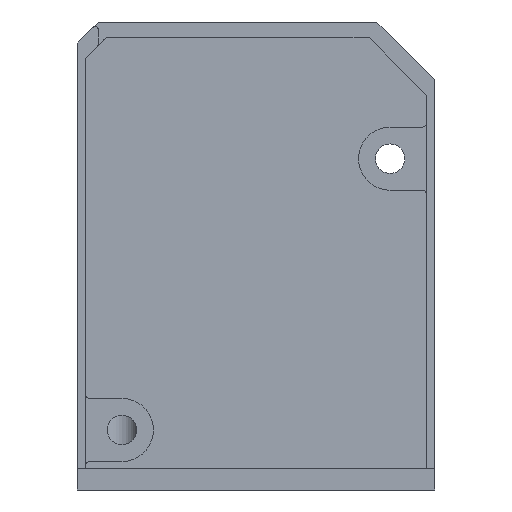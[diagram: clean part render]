
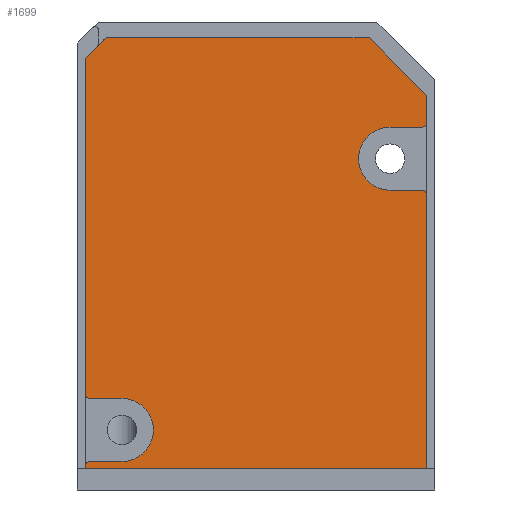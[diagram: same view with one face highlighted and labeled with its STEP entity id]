
A CAD part, front view. The second image highlights one B-rep face of the part: STEP entity #1699.
In plain terms, the highlighted planar face has unit normal (0, -1, 0).
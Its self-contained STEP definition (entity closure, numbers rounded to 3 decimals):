
#23 = LINE ( 'NONE', #2860, #650 ) ;
#26 = ORIENTED_EDGE ( 'NONE', *, *, #2372, .T. ) ;
#28 = DIRECTION ( 'NONE',  ( 0., 0., -1. ) ) ;
#58 = FACE_OUTER_BOUND ( 'NONE', #3014, .T. ) ;
#59 = LINE ( 'NONE', #1325, #1969 ) ;
#64 = VECTOR ( 'NONE', #1270, 1000. ) ;
#73 = ORIENTED_EDGE ( 'NONE', *, *, #3080, .T. ) ;
#109 = CARTESIAN_POINT ( 'NONE',  ( -12.75, -11.5, 2.71 ) ) ;
#116 = AXIS2_PLACEMENT_3D ( 'NONE', #2391, #939, #1676 ) ;
#138 = EDGE_CURVE ( 'NONE', #893, #183, #990, .T. ) ;
#144 = CARTESIAN_POINT ( 'NONE',  ( 10.75, -11.5, 43. ) ) ;
#174 = AXIS2_PLACEMENT_3D ( 'NONE', #1618, #2077, #177 ) ;
#177 = DIRECTION ( 'NONE',  ( 0., 0., 1. ) ) ;
#183 = VERTEX_POINT ( 'NONE', #1415 ) ;
#188 = ORIENTED_EDGE ( 'NONE', *, *, #1168, .T. ) ;
#254 = CIRCLE ( 'NONE', #116, 0.5 ) ;
#306 = AXIS2_PLACEMENT_3D ( 'NONE', #2068, #621, #2310 ) ;
#310 = ORIENTED_EDGE ( 'NONE', *, *, #1670, .T. ) ;
#316 = CARTESIAN_POINT ( 'NONE',  ( -16.25, -11.5, 2. ) ) ;
#369 = LINE ( 'NONE', #2160, #2883 ) ;
#383 = CARTESIAN_POINT ( 'NONE',  ( -16.25, -11.5, 43. ) ) ;
#425 = VERTEX_POINT ( 'NONE', #316 ) ;
#433 = EDGE_CURVE ( 'NONE', #183, #425, #59, .T. ) ;
#453 = VECTOR ( 'NONE', #1213, 1000. ) ;
#461 = CARTESIAN_POINT ( 'NONE',  ( 10.75, -11.5, 43. ) ) ;
#468 = CARTESIAN_POINT ( 'NONE',  ( 15.75, -11.5, 34.5 ) ) ;
#475 = CARTESIAN_POINT ( 'NONE',  ( 16.25, -11.5, 37.5 ) ) ;
#546 = VERTEX_POINT ( 'NONE', #2664 ) ;
#548 = CARTESIAN_POINT ( 'NONE',  ( 12.75, -11.5, 28.5 ) ) ;
#567 = LINE ( 'NONE', #548, #1930 ) ;
#586 = CARTESIAN_POINT ( 'NONE',  ( 16.25, -11.5, 35. ) ) ;
#596 = ORIENTED_EDGE ( 'NONE', *, *, #912, .T. ) ;
#600 = DIRECTION ( 'NONE',  ( -1., 0., 0. ) ) ;
#621 = DIRECTION ( 'NONE',  ( 0., -1., 0. ) ) ;
#650 = VECTOR ( 'NONE', #2123, 1000. ) ;
#655 = ORIENTED_EDGE ( 'NONE', *, *, #138, .T. ) ;
#665 = DIRECTION ( 'NONE',  ( 0., -1., 0. ) ) ;
#692 = AXIS2_PLACEMENT_3D ( 'NONE', #1729, #1504, #762 ) ;
#697 = EDGE_CURVE ( 'NONE', #893, #2639, #988, .T. ) ;
#762 = DIRECTION ( 'NONE',  ( 0., 0., 1. ) ) ;
#793 = CARTESIAN_POINT ( 'NONE',  ( -12.75, -11.5, 2.71 ) ) ;
#817 = ORIENTED_EDGE ( 'NONE', *, *, #2111, .F. ) ;
#820 = ORIENTED_EDGE ( 'NONE', *, *, #2352, .T. ) ;
#852 = ORIENTED_EDGE ( 'NONE', *, *, #2199, .F. ) ;
#854 = ORIENTED_EDGE ( 'NONE', *, *, #2808, .F. ) ;
#866 = LINE ( 'NONE', #144, #1741 ) ;
#879 = EDGE_CURVE ( 'NONE', #2834, #2893, #1106, .T. ) ;
#882 = VERTEX_POINT ( 'NONE', #1575 ) ;
#889 = LINE ( 'NONE', #2433, #1136 ) ;
#893 = VERTEX_POINT ( 'NONE', #1347 ) ;
#912 = EDGE_CURVE ( 'NONE', #930, #2781, #23, .T. ) ;
#930 = VERTEX_POINT ( 'NONE', #2588 ) ;
#938 = CARTESIAN_POINT ( 'NONE',  ( 12.75, -11.5, 34.5 ) ) ;
#939 = DIRECTION ( 'NONE',  ( 0., -1., 0. ) ) ;
#972 = CIRCLE ( 'NONE', #2707, 3. ) ;
#988 = LINE ( 'NONE', #793, #64 ) ;
#990 = CIRCLE ( 'NONE', #2506, 0.5 ) ;
#1005 = DIRECTION ( 'NONE',  ( 0., 0., -1. ) ) ;
#1030 = VERTEX_POINT ( 'NONE', #2618 ) ;
#1036 = EDGE_CURVE ( 'NONE', #2319, #2833, #2366, .T. ) ;
#1054 = VECTOR ( 'NONE', #1612, 1000. ) ;
#1106 = CIRCLE ( 'NONE', #306, 0.5 ) ;
#1126 = DIRECTION ( 'NONE',  ( 0., 0., -1. ) ) ;
#1130 = ORIENTED_EDGE ( 'NONE', *, *, #2181, .T. ) ;
#1136 = VECTOR ( 'NONE', #1261, 1000. ) ;
#1161 = AXIS2_PLACEMENT_3D ( 'NONE', #1665, #2380, #28 ) ;
#1168 = EDGE_CURVE ( 'NONE', #2782, #2256, #866, .T. ) ;
#1173 = LINE ( 'NONE', #1249, #3093 ) ;
#1196 = CARTESIAN_POINT ( 'NONE',  ( -14.25, -11.5, 43. ) ) ;
#1213 = DIRECTION ( 'NONE',  ( -1., 0., 0. ) ) ;
#1249 = CARTESIAN_POINT ( 'NONE',  ( -12.75, -11.5, 8.71 ) ) ;
#1261 = DIRECTION ( 'NONE',  ( 0., 0., 1. ) ) ;
#1270 = DIRECTION ( 'NONE',  ( 1., 0., 0. ) ) ;
#1325 = CARTESIAN_POINT ( 'NONE',  ( -16.25, -11.5, 2. ) ) ;
#1331 = VECTOR ( 'NONE', #1126, 1000. ) ;
#1347 = CARTESIAN_POINT ( 'NONE',  ( -15.75, -11.5, 2.71 ) ) ;
#1381 = ORIENTED_EDGE ( 'NONE', *, *, #879, .T. ) ;
#1400 = CARTESIAN_POINT ( 'NONE',  ( -16.25, -11.5, 2. ) ) ;
#1401 = ORIENTED_EDGE ( 'NONE', *, *, #697, .F. ) ;
#1415 = CARTESIAN_POINT ( 'NONE',  ( -16.25, -11.5, 2.21 ) ) ;
#1504 = DIRECTION ( 'NONE',  ( 0., -1., 0. ) ) ;
#1516 = LINE ( 'NONE', #938, #453 ) ;
#1551 = LINE ( 'NONE', #383, #3062 ) ;
#1575 = CARTESIAN_POINT ( 'NONE',  ( -12.75, -11.5, 8.71 ) ) ;
#1604 = CARTESIAN_POINT ( 'NONE',  ( -16.25, -11.5, 41. ) ) ;
#1612 = DIRECTION ( 'NONE',  ( -0.707, 0., -0.707 ) ) ;
#1618 = CARTESIAN_POINT ( 'NONE',  ( 0., -11.5, 0. ) ) ;
#1665 = CARTESIAN_POINT ( 'NONE',  ( 12.75, -11.5, 31.5 ) ) ;
#1670 = EDGE_CURVE ( 'NONE', #2388, #2834, #2604, .T. ) ;
#1676 = DIRECTION ( 'NONE',  ( 0., 0., 1. ) ) ;
#1699 = ADVANCED_FACE ( 'NONE', ( #58 ), #2576, .F. ) ;
#1729 = CARTESIAN_POINT ( 'NONE',  ( 15.75, -11.5, 35. ) ) ;
#1741 = VECTOR ( 'NONE', #3011, 1000. ) ;
#1792 = ORIENTED_EDGE ( 'NONE', *, *, #2654, .F. ) ;
#1828 = DIRECTION ( 'NONE',  ( -1., 0., 0. ) ) ;
#1868 = CARTESIAN_POINT ( 'NONE',  ( -16.25, -11.5, 41. ) ) ;
#1921 = CARTESIAN_POINT ( 'NONE',  ( 12.75, -11.5, 34.5 ) ) ;
#1930 = VECTOR ( 'NONE', #2701, 1000. ) ;
#1934 = CARTESIAN_POINT ( 'NONE',  ( 16.25, -11.5, 28. ) ) ;
#1948 = EDGE_CURVE ( 'NONE', #2256, #2252, #1551, .T. ) ;
#1969 = VECTOR ( 'NONE', #3005, 1000. ) ;
#2023 = ORIENTED_EDGE ( 'NONE', *, *, #2143, .F. ) ;
#2046 = CARTESIAN_POINT ( 'NONE',  ( -15.75, -11.5, 8.71 ) ) ;
#2068 = CARTESIAN_POINT ( 'NONE',  ( -15.75, -11.5, 9.21 ) ) ;
#2077 = DIRECTION ( 'NONE',  ( 0., 1., 0. ) ) ;
#2095 = VERTEX_POINT ( 'NONE', #1921 ) ;
#2104 = CARTESIAN_POINT ( 'NONE',  ( -15.75, -11.5, 2.21 ) ) ;
#2111 = EDGE_CURVE ( 'NONE', #2319, #2095, #1516, .T. ) ;
#2113 = ORIENTED_EDGE ( 'NONE', *, *, #433, .T. ) ;
#2123 = DIRECTION ( 'NONE',  ( 0., 0., 1. ) ) ;
#2143 = EDGE_CURVE ( 'NONE', #2095, #1030, #2159, .T. ) ;
#2159 = CIRCLE ( 'NONE', #1161, 3. ) ;
#2160 = CARTESIAN_POINT ( 'NONE',  ( -16.25, -11.5, 2. ) ) ;
#2181 = EDGE_CURVE ( 'NONE', #2833, #2782, #889, .T. ) ;
#2199 = EDGE_CURVE ( 'NONE', #2639, #882, #972, .T. ) ;
#2252 = VERTEX_POINT ( 'NONE', #1196 ) ;
#2256 = VERTEX_POINT ( 'NONE', #461 ) ;
#2310 = DIRECTION ( 'NONE',  ( 0., 0., 1. ) ) ;
#2318 = DIRECTION ( 'NONE',  ( 1., 0., 0. ) ) ;
#2319 = VERTEX_POINT ( 'NONE', #468 ) ;
#2352 = EDGE_CURVE ( 'NONE', #425, #930, #369, .T. ) ;
#2366 = CIRCLE ( 'NONE', #692, 0.5 ) ;
#2372 = EDGE_CURVE ( 'NONE', #2252, #2388, #2985, .T. ) ;
#2380 = DIRECTION ( 'NONE',  ( 0., -1., 0. ) ) ;
#2388 = VERTEX_POINT ( 'NONE', #1604 ) ;
#2391 = CARTESIAN_POINT ( 'NONE',  ( 15.75, -11.5, 28. ) ) ;
#2433 = CARTESIAN_POINT ( 'NONE',  ( 16.25, -11.5, 2. ) ) ;
#2452 = CARTESIAN_POINT ( 'NONE',  ( -12.75, -11.5, 5.71 ) ) ;
#2456 = ORIENTED_EDGE ( 'NONE', *, *, #1948, .T. ) ;
#2506 = AXIS2_PLACEMENT_3D ( 'NONE', #2104, #665, #2871 ) ;
#2576 = PLANE ( 'NONE',  #174 ) ;
#2588 = CARTESIAN_POINT ( 'NONE',  ( 16.25, -11.5, 2. ) ) ;
#2604 = LINE ( 'NONE', #1400, #1331 ) ;
#2618 = CARTESIAN_POINT ( 'NONE',  ( 12.75, -11.5, 28.5 ) ) ;
#2639 = VERTEX_POINT ( 'NONE', #109 ) ;
#2654 = EDGE_CURVE ( 'NONE', #882, #2893, #1173, .T. ) ;
#2664 = CARTESIAN_POINT ( 'NONE',  ( 15.75, -11.5, 28.5 ) ) ;
#2686 = ORIENTED_EDGE ( 'NONE', *, *, #1036, .T. ) ;
#2701 = DIRECTION ( 'NONE',  ( 1., 0., 0. ) ) ;
#2707 = AXIS2_PLACEMENT_3D ( 'NONE', #2452, #2937, #1005 ) ;
#2753 = CARTESIAN_POINT ( 'NONE',  ( -16.25, -11.5, 9.21 ) ) ;
#2781 = VERTEX_POINT ( 'NONE', #1934 ) ;
#2782 = VERTEX_POINT ( 'NONE', #475 ) ;
#2808 = EDGE_CURVE ( 'NONE', #1030, #546, #567, .T. ) ;
#2833 = VERTEX_POINT ( 'NONE', #586 ) ;
#2834 = VERTEX_POINT ( 'NONE', #2753 ) ;
#2860 = CARTESIAN_POINT ( 'NONE',  ( 16.25, -11.5, 2. ) ) ;
#2871 = DIRECTION ( 'NONE',  ( 0., 0., 1. ) ) ;
#2883 = VECTOR ( 'NONE', #2318, 1000. ) ;
#2893 = VERTEX_POINT ( 'NONE', #2046 ) ;
#2937 = DIRECTION ( 'NONE',  ( 0., -1., 0. ) ) ;
#2985 = LINE ( 'NONE', #1868, #1054 ) ;
#3005 = DIRECTION ( 'NONE',  ( 0., 0., -1. ) ) ;
#3011 = DIRECTION ( 'NONE',  ( -0.707, 0., 0.707 ) ) ;
#3014 = EDGE_LOOP ( 'NONE', ( #817, #2686, #1130, #188, #2456, #26, #310, #1381, #1792, #852, #1401, #655, #2113, #820, #596, #73, #854, #2023 ) ) ;
#3062 = VECTOR ( 'NONE', #600, 1000. ) ;
#3080 = EDGE_CURVE ( 'NONE', #2781, #546, #254, .T. ) ;
#3093 = VECTOR ( 'NONE', #1828, 1000. ) ;
